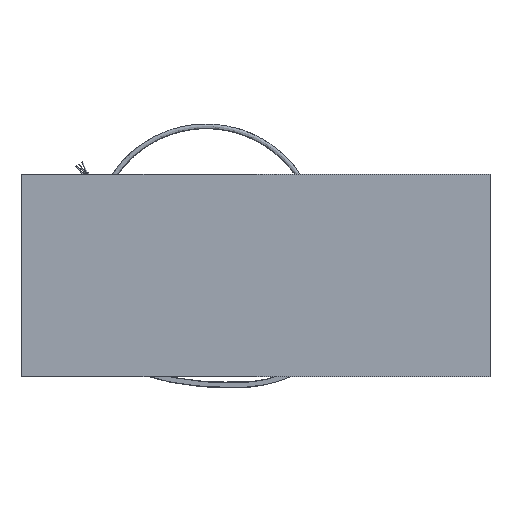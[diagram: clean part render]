
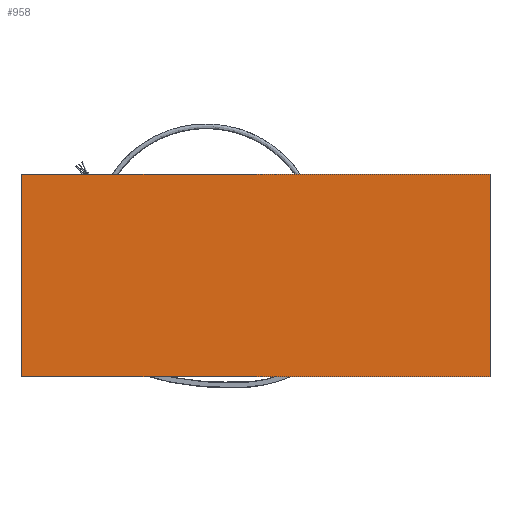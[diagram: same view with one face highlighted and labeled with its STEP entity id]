
A CAD part, front view. The second image highlights one B-rep face of the part: STEP entity #958.
In plain terms, the highlighted planar face has unit normal (0, -1, 0).
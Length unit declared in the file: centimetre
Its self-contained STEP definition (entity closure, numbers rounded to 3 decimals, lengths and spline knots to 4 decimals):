
#115=FACE_OUTER_BOUND('',#195,.T.);
#195=EDGE_LOOP('',(#726,#727,#728,#729));
#293=VERTEX_POINT('',#1742);
#294=VERTEX_POINT('',#1744);
#327=VERTEX_POINT('',#1843);
#335=VERTEX_POINT('',#1878);
#405=EDGE_CURVE('',#293,#294,#1052,.T.);
#456=EDGE_CURVE('',#327,#293,#1101,.T.);
#473=EDGE_CURVE('',#335,#294,#1117,.T.);
#474=EDGE_CURVE('',#327,#335,#1118,.T.);
#726=ORIENTED_EDGE('',*,*,#474,.T.);
#727=ORIENTED_EDGE('',*,*,#473,.T.);
#728=ORIENTED_EDGE('',*,*,#405,.F.);
#729=ORIENTED_EDGE('',*,*,#456,.F.);
#897=PLANE('',#1293);
#958=ADVANCED_FACE('',(#115),#897,.T.);
#1052=LINE('',#1745,#1162);
#1101=LINE('',#1845,#1211);
#1117=LINE('',#1880,#1227);
#1118=LINE('',#1882,#1228);
#1162=VECTOR('',#1408,10.);
#1211=VECTOR('',#1493,10.);
#1227=VECTOR('',#1531,10.);
#1228=VECTOR('',#1534,10.);
#1293=AXIS2_PLACEMENT_3D('',#1881,#1532,#1533);
#1408=DIRECTION('',(1.,0.,0.));
#1493=DIRECTION('',(0.,0.,1.));
#1531=DIRECTION('',(0.,0.,1.));
#1532=DIRECTION('center_axis',(0.,-1.,0.));
#1533=DIRECTION('ref_axis',(1.,0.,0.));
#1534=DIRECTION('',(1.,0.,0.));
#1742=CARTESIAN_POINT('',(0.,-155.,160.));
#1744=CARTESIAN_POINT('',(370.,-155.,160.));
#1745=CARTESIAN_POINT('',(0.,-155.,160.));
#1843=CARTESIAN_POINT('',(0.,-155.,0.));
#1845=CARTESIAN_POINT('',(0.,-155.,0.));
#1878=CARTESIAN_POINT('',(370.,-155.,0.));
#1880=CARTESIAN_POINT('',(370.,-155.,0.));
#1881=CARTESIAN_POINT('Origin',(0.,-155.,0.));
#1882=CARTESIAN_POINT('',(0.,-155.,0.));
